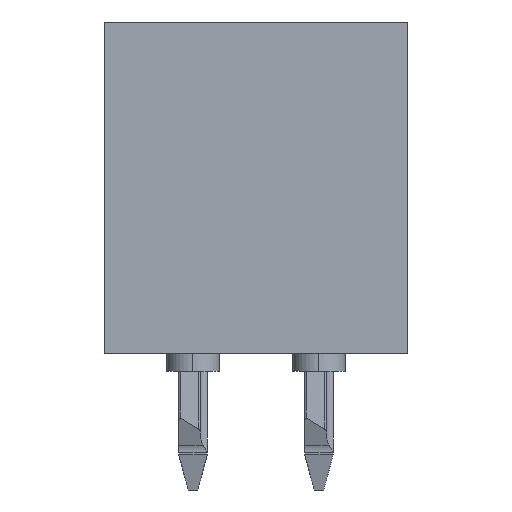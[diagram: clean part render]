
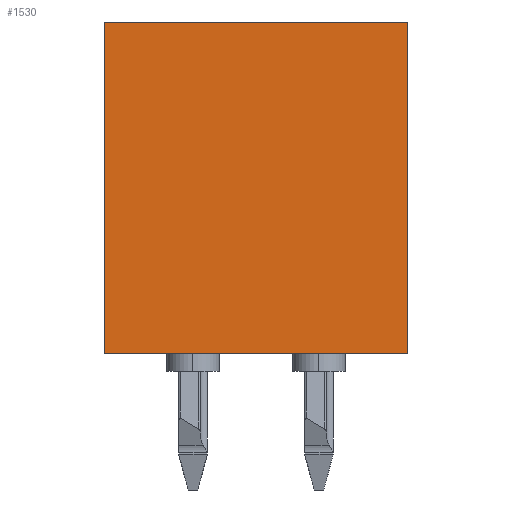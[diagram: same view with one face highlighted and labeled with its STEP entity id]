
A CAD part, front view. The second image highlights one B-rep face of the part: STEP entity #1530.
In plain terms, the highlighted planar face has unit normal (0, -1, 0).
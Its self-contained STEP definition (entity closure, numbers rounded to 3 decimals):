
#850=CARTESIAN_POINT('',(-4.2,-3.0,9.2));
#851=VERTEX_POINT('',#850);
#852=CARTESIAN_POINT('',(4.2,-3.,9.2));
#853=VERTEX_POINT('',#852);
#854=CARTESIAN_POINT('',(-4.2,-3.0,9.2));
#855=DIRECTION('',(1.0,0.0,0.0));
#856=VECTOR('',#855,8.4);
#857=LINE('',#854,#856);
#858=EDGE_CURVE('',#851,#853,#857,.T.);
#1500=CARTESIAN_POINT('',(-4.62,-3.,9.66));
#1501=DIRECTION('',(0.0,-1.0,0.0));
#1502=DIRECTION('',(1.0,0.0,0.0));
#1503=AXIS2_PLACEMENT_3D('',#1500,#1501,#1502);
#1504=PLANE('',#1503);
#1505=CARTESIAN_POINT('',(-4.2,-3.,0.));
#1506=VERTEX_POINT('',#1505);
#1507=CARTESIAN_POINT('',(4.2,-3.,0.));
#1508=VERTEX_POINT('',#1507);
#1509=CARTESIAN_POINT('',(-4.2,-3.,0.));
#1510=DIRECTION('',(1.0,0.0,0.0));
#1511=VECTOR('',#1510,8.4);
#1512=LINE('',#1509,#1511);
#1513=EDGE_CURVE('',#1506,#1508,#1512,.T.);
#1514=ORIENTED_EDGE('',*,*,#1513,.T.);
#1515=CARTESIAN_POINT('',(4.2,-3.,0.));
#1516=DIRECTION('',(0.0,0.0,1.0));
#1517=VECTOR('',#1516,9.2);
#1518=LINE('',#1515,#1517);
#1519=EDGE_CURVE('',#1508,#853,#1518,.T.);
#1520=ORIENTED_EDGE('',*,*,#1519,.T.);
#1521=ORIENTED_EDGE('',*,*,#858,.F.);
#1522=CARTESIAN_POINT('',(-4.2,-3.,9.2));
#1523=DIRECTION('',(0.0,0.0,-1.0));
#1524=VECTOR('',#1523,9.2);
#1525=LINE('',#1522,#1524);
#1526=EDGE_CURVE('',#851,#1506,#1525,.T.);
#1527=ORIENTED_EDGE('',*,*,#1526,.T.);
#1528=EDGE_LOOP('',(#1514,#1520,#1521,#1527));
#1529=FACE_OUTER_BOUND('',#1528,.T.);
#1530=ADVANCED_FACE('',(#1529),#1504,.T.);
